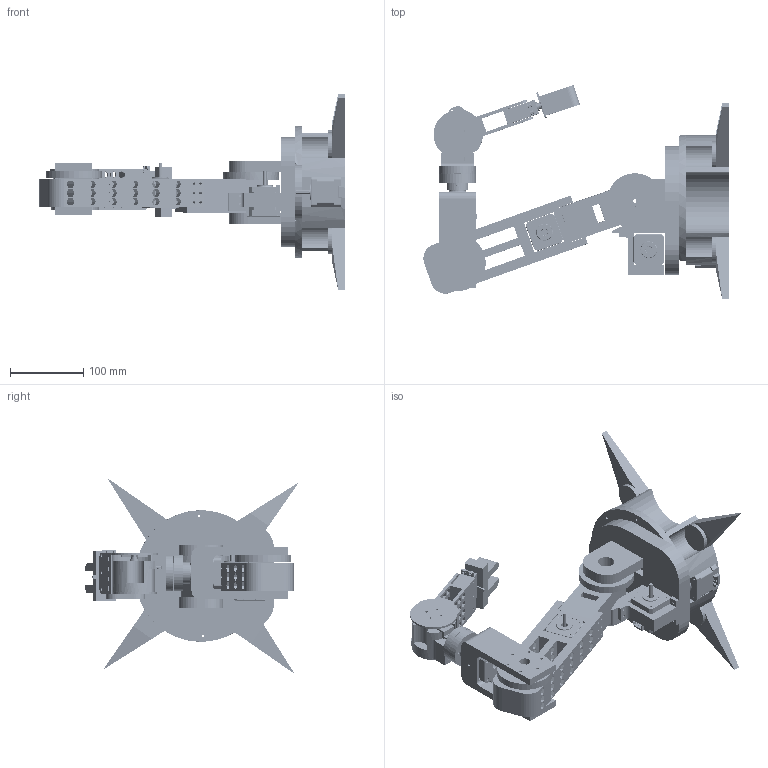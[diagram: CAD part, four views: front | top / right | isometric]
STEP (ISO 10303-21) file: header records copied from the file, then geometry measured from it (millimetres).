
FILE_DESCRIPTION(/* description */ (''),/* implementation_level */ '2;1');
FILE_NAME(/* name */ 'combined.step',/* time_stamp */ '2025-06-29T19:38:09+05:30',/* author */ (''),/* organization */ (''),/* preprocessor_version */ 'ST-DEVELOPER v20.1',/* originating_system */ 'Autodesk Translation Framework v14.10.0.0',/* authorisation */ '');
FILE_SCHEMA (('AUTOMOTIVE_DESIGN { 1 0 10303 214 3 1 1 }'));
Products named in the file (16): wrist; mg992; coupler; hands; mg992_1; Connector; Servo Body; Rubber Feet; Component1; Component2; gear1; support; base1; base; Nima 17 40x42x5mm; slipring
Assembly tree (22 placements, depth 4):
  wrist
    mg992
      Connector
      Servo Body
      Rubber Feet
    coupler
      Nima 17 40x42x5mm
    hands
      mg992_1
        Connector
        Servo Body
        Rubber Feet
    Component1
    Component2
    gear1
      Nima 17 40x42x5mm
    support
      Nima 17 40x42x5mm
    base1
    base
      Nima 17 40x42x5mm  x2
      slipring
Bounding box: 417.78 x 292.73 x 268.21 mm (x, y, z)
Volume: 3233809.4 mm3; surface area: 649206.1 mm2
Topology: 81 solids, 81 shells, 2827 faces, 7349 edges, 4682 vertices
Faces by surface type: plane 1348, cylinder 1324, sphere 90, bspline 50, torus 10, cone 5
Full cylindrical faces by diameter (mm): 2.5 x328, 3 x10, 3.041 x280, 3.25 x8, 3.4 x4, 3.5 x26, 3.559 x4, 3.6 x12, 3.7 x7, 3.8 x6, 4.6 x1, 4.9 x1, 5 x13, 5.8 x4, 6 x28, 7.8 x1, 8.5 x1, 8.7 x2, 9 x15, 12 x1, 13 x2, 15 x7, 21.5 x1, 22 x7, 22.1 x1, 23 x1, 30 x1, 50 x1, 60 x1, 62 x1
Entity records: 49629 total; most frequent: CARTESIAN_POINT 17039, ORIENTED_EDGE 6790, DIRECTION 6321, EDGE_CURVE 3395, LINE 2451, VECTOR 2451, VERTEX_POINT 2222, AXIS2_PLACEMENT_3D 1935
